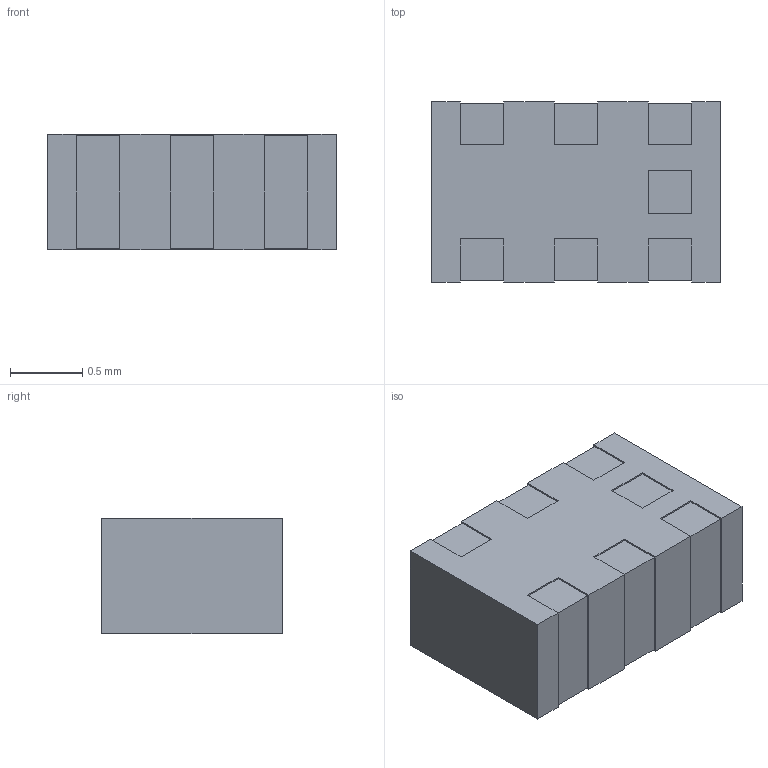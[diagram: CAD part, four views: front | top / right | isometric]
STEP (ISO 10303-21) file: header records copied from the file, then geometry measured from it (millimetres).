
FILE_DESCRIPTION(('FreeCAD Model'),'2;1');
FILE_NAME( 'balun-6p.step', '2018-01-26T21:38:17',('Author'),(''), 'Open CASCADE STEP processor 6.8','FreeCAD','Unknown');
FILE_SCHEMA(('AUTOMOTIVE_DESIGN_CC2 { 1 2 10303 214 -1 1 5 4 }'));
Length unit declared in the file: millimetre
Products named in the file (1): Pocket004
Bounding box: 2 x 1.25 x 0.8 mm (x, y, z)
Volume: 2 mm3; surface area: 10.3 mm2
Topology: 1 solids, 1 shells, 107 faces, 264 edges, 160 vertices
Faces by surface type: plane 107
Entity records: 7205 total; most frequent: CARTESIAN_POINT 1084, DIRECTION 984, LINE 768, VECTOR 768, ORIENTED_EDGE 528, PCURVE 528, DEFINITIONAL_REPRESENTATION 528, EDGE_CURVE 264
